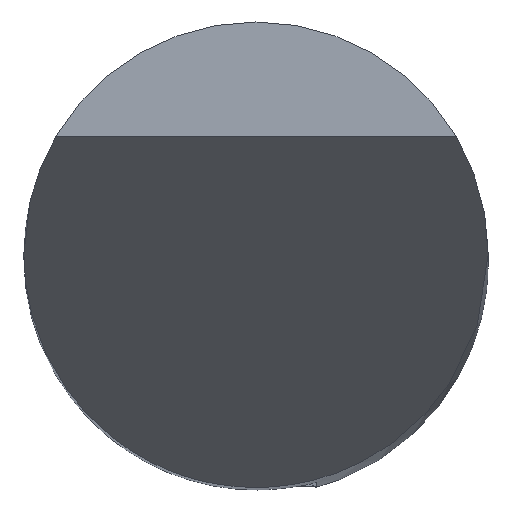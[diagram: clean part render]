
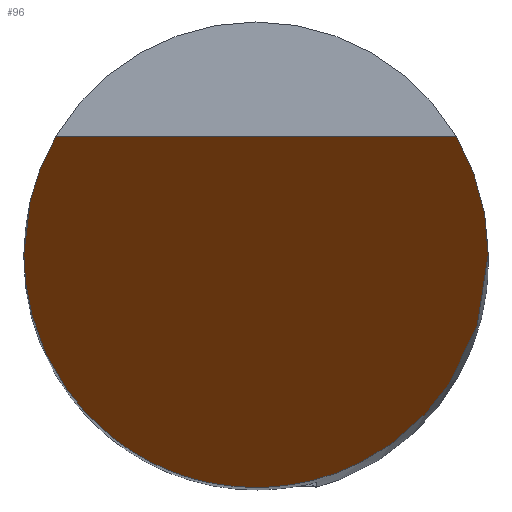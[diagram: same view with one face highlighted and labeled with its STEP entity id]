
A CAD part, top view. The second image highlights one B-rep face of the part: STEP entity #96.
In plain terms, the highlighted planar face has unit normal (0, -0.866, 0.5).
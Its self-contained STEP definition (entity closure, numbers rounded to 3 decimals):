
#96=ADVANCED_FACE('',(#142),#120,.F.);
#120=PLANE('',#683);
#142=FACE_OUTER_BOUND('',#177,.T.);
#177=EDGE_LOOP('',(#332,#333,#334,#335));
#332=ORIENTED_EDGE('',*,*,#529,.F.);
#333=ORIENTED_EDGE('',*,*,#548,.T.);
#334=ORIENTED_EDGE('',*,*,#538,.F.);
#335=ORIENTED_EDGE('',*,*,#543,.F.);
#459=VERTEX_POINT('',#1178);
#460=VERTEX_POINT('',#1179);
#467=VERTEX_POINT('',#1230);
#468=VERTEX_POINT('',#1235);
#529=EDGE_CURVE('',#459,#460,#628,.T.);
#538=EDGE_CURVE('',#467,#468,#631,.T.);
#543=EDGE_CURVE('',#460,#467,#632,.T.);
#548=EDGE_CURVE('',#459,#468,#599,.T.);
#599=LINE('',#1284,#616);
#616=VECTOR('',#755,1.);
#628=(
BOUNDED_CURVE()
B_SPLINE_CURVE(3,(#1174,#1175,#1176,#1177),.UNSPECIFIED.,.F.,.F.)
B_SPLINE_CURVE_WITH_KNOTS((4,4),(0.,1.),.UNSPECIFIED.)
CURVE()
GEOMETRIC_REPRESENTATION_ITEM()
RATIONAL_B_SPLINE_CURVE((1.,0.977,0.977,1.))
REPRESENTATION_ITEM('')
);
#631=(
BOUNDED_CURVE()
B_SPLINE_CURVE(3,(#1231,#1232,#1233,#1234),.UNSPECIFIED.,.F.,.F.)
B_SPLINE_CURVE_WITH_KNOTS((4,4),(0.,1.),.UNSPECIFIED.)
CURVE()
GEOMETRIC_REPRESENTATION_ITEM()
RATIONAL_B_SPLINE_CURVE((1.,0.977,0.977,1.))
REPRESENTATION_ITEM('')
);
#632=(
BOUNDED_CURVE()
B_SPLINE_CURVE(3,(#1245,#1246,#1247,#1248),.UNSPECIFIED.,.F.,.F.)
B_SPLINE_CURVE_WITH_KNOTS((4,4),(0.,1.),.UNSPECIFIED.)
CURVE()
GEOMETRIC_REPRESENTATION_ITEM()
RATIONAL_B_SPLINE_CURVE((1.,0.333,0.333,1.))
REPRESENTATION_ITEM('')
);
#683=AXIS2_PLACEMENT_3D('',#1285,#756,#757);
#755=DIRECTION('',(-1.,0.,0.));
#756=DIRECTION('',(0.,0.866,-0.5));
#757=DIRECTION('',(0.,0.5,0.866));
#1174=CARTESIAN_POINT('',(1.726,1.01,1.75));
#1175=CARTESIAN_POINT('',(1.907,0.702,1.216));
#1176=CARTESIAN_POINT('',(2.,0.357,0.619));
#1177=CARTESIAN_POINT('',(2.,0.,0.));
#1178=CARTESIAN_POINT('',(1.726,1.01,1.75));
#1179=CARTESIAN_POINT('',(2.,0.,0.));
#1230=CARTESIAN_POINT('',(-2.,0.,0.));
#1231=CARTESIAN_POINT('',(-2.,0.,0.));
#1232=CARTESIAN_POINT('',(-2.,0.357,0.619));
#1233=CARTESIAN_POINT('',(-1.907,0.702,1.216));
#1234=CARTESIAN_POINT('',(-1.726,1.01,1.75));
#1235=CARTESIAN_POINT('',(-1.726,1.01,1.75));
#1245=CARTESIAN_POINT('',(2.,0.,0.));
#1246=CARTESIAN_POINT('',(2.,-4.,-6.928));
#1247=CARTESIAN_POINT('',(-2.,-4.,-6.928));
#1248=CARTESIAN_POINT('',(-2.,0.,0.));
#1284=CARTESIAN_POINT('',(2.,1.01,1.75));
#1285=CARTESIAN_POINT('',(2.,-8.227,-14.25));
